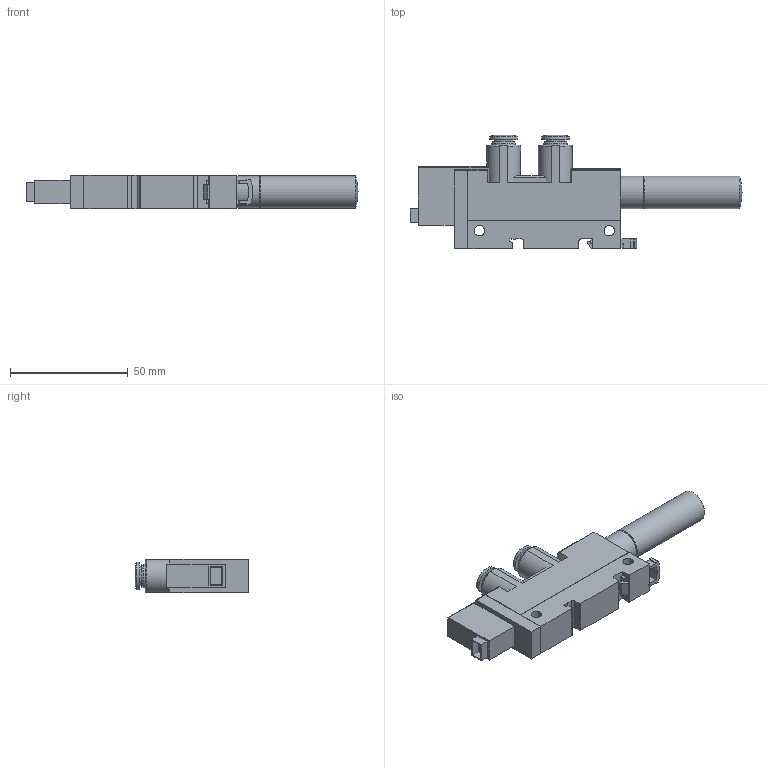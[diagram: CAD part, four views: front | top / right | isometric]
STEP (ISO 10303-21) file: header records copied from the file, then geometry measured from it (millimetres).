
FILE_DESCRIPTION(/* description */ ('STEP AP214'),/* implementation_level */ '2;1');
FILE_NAME(/* name */ '532627_VN-07-L-T3-PQ2-VQ2-RO1-M',/* time_stamp */ '2024-09-17T00:18:35+02:00',/* author */ ('License CC BY-ND 4.0'),/* organization */ ('CADENAS'),/* preprocessor_version */ 'ST-DEVELOPER v19.3',/* originating_system */ 'PARTsolutions',/* authorisation */ ' ');
FILE_SCHEMA (('AP242_MANAGED_MODEL_BASED_3D_ENGINEERING_MIM_LF { 1 0 10303 442 3 1 4 }','AUTOMOTIVE_DESIGN {1 0 10303 214 3 1 1}'));
Length unit declared in the file: millimetre
Products named in the file (1): 532627 VN-07-L-T3-PQ2-VQ2-RO1-M
Bounding box: 140.75 x 48.1 x 14 mm (x, y, z)
Volume: 46846.5 mm3; surface area: 13745.4 mm2
Topology: 1 solids, 1 shells, 171 faces, 464 edges, 308 vertices
Faces by surface type: plane 101, cylinder 59, torus 7, cone 4
Full cylindrical faces by diameter (mm): 4.4 x2, 6 x2, 8.1 x2, 10 x2, 11.8 x2, 12.8 x1, 13.8 x2
Entity records: 6494 total; most frequent: CARTESIAN_POINT 997, DIRECTION 884, ORIENTED_EDGE 864, EDGE_CURVE 432, VERTEX_POINT 301, AXIS2_PLACEMENT_3D 298, LINE 288, VECTOR 288
